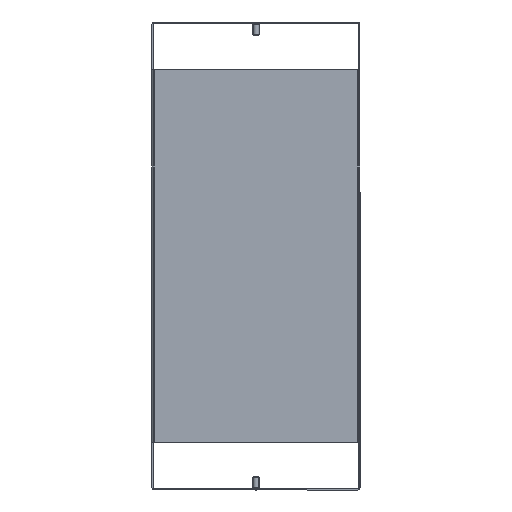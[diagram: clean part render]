
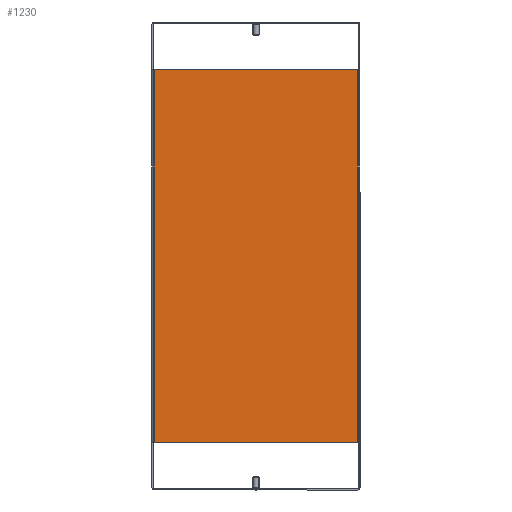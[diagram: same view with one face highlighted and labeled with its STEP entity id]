
A CAD part, left-side view. The second image highlights one B-rep face of the part: STEP entity #1230.
In plain terms, the highlighted face is planar.
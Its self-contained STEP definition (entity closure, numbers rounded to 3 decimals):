
#24 = EDGE_CURVE ( 'NONE', #208, #1426, #1873, .T. ) ;
#111 = CARTESIAN_POINT ( 'NONE',  ( 0., 0., 0. ) ) ;
#116 = EDGE_LOOP ( 'NONE', ( #667, #1852, #1392, #363 ) ) ;
#200 = VECTOR ( 'NONE', #831, 1000. ) ;
#208 = VERTEX_POINT ( 'NONE', #1154 ) ;
#359 = DIRECTION ( 'NONE',  ( 0., -1., 0. ) ) ;
#361 = VECTOR ( 'NONE', #872, 1000. ) ;
#363 = ORIENTED_EDGE ( 'NONE', *, *, #737, .T. ) ;
#514 = LINE ( 'NONE', #1577, #904 ) ;
#590 = CARTESIAN_POINT ( 'NONE',  ( 0., 196., 0. ) ) ;
#666 = EDGE_CURVE ( 'NONE', #929, #930, #945, .T. ) ;
#667 = ORIENTED_EDGE ( 'NONE', *, *, #666, .T. ) ;
#708 = DIRECTION ( 'NONE',  ( 1., 0., 0. ) ) ;
#737 = EDGE_CURVE ( 'NONE', #1426, #929, #1587, .T. ) ;
#831 = DIRECTION ( 'NONE',  ( 0., 1., 0. ) ) ;
#859 = PLANE ( 'NONE',  #1099 ) ;
#872 = DIRECTION ( 'NONE',  ( 1., 0., 0. ) ) ;
#877 = FACE_OUTER_BOUND ( 'NONE', #116, .T. ) ;
#903 = CARTESIAN_POINT ( 'NONE',  ( 0., 0., 0. ) ) ;
#904 = VECTOR ( 'NONE', #1715, 1000. ) ;
#929 = VERTEX_POINT ( 'NONE', #903 ) ;
#930 = VERTEX_POINT ( 'NONE', #590 ) ;
#937 = CARTESIAN_POINT ( 'NONE',  ( -357.9, 0., 0. ) ) ;
#945 = LINE ( 'NONE', #1431, #200 ) ;
#1007 = DIRECTION ( 'NONE',  ( 0., 0., 1. ) ) ;
#1099 = AXIS2_PLACEMENT_3D ( 'NONE', #1902, #1007, #708 ) ;
#1154 = CARTESIAN_POINT ( 'NONE',  ( -357.9, 196., 0. ) ) ;
#1230 = ADVANCED_FACE ( 'NONE', ( #877 ), #859, .T. ) ;
#1392 = ORIENTED_EDGE ( 'NONE', *, *, #24, .T. ) ;
#1418 = VECTOR ( 'NONE', #359, 1000. ) ;
#1426 = VERTEX_POINT ( 'NONE', #937 ) ;
#1431 = CARTESIAN_POINT ( 'NONE',  ( 0., 0., 0. ) ) ;
#1566 = EDGE_CURVE ( 'NONE', #930, #208, #514, .T. ) ;
#1577 = CARTESIAN_POINT ( 'NONE',  ( 0., 196., 0. ) ) ;
#1587 = LINE ( 'NONE', #111, #361 ) ;
#1702 = CARTESIAN_POINT ( 'NONE',  ( -357.9, 0., 0. ) ) ;
#1715 = DIRECTION ( 'NONE',  ( -1., 0., 0. ) ) ;
#1852 = ORIENTED_EDGE ( 'NONE', *, *, #1566, .T. ) ;
#1873 = LINE ( 'NONE', #1702, #1418 ) ;
#1902 = CARTESIAN_POINT ( 'NONE',  ( 0., 0., 0. ) ) ;
